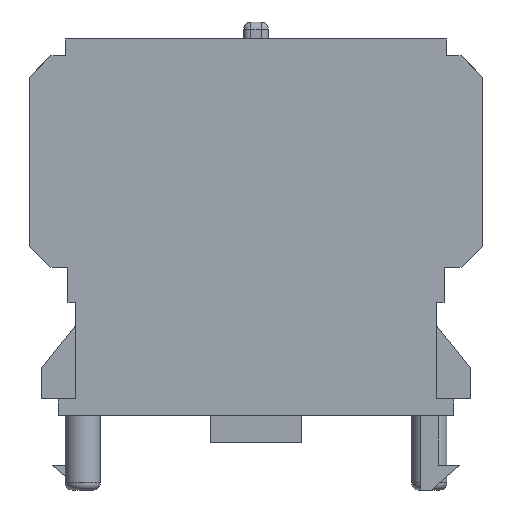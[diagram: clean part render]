
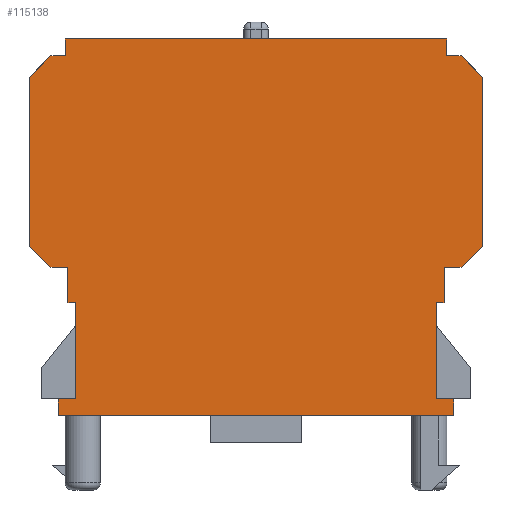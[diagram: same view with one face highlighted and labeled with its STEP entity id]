
A CAD part, left-side view. The second image highlights one B-rep face of the part: STEP entity #115138.
In plain terms, the highlighted planar face has unit normal (-1, 0, 0).
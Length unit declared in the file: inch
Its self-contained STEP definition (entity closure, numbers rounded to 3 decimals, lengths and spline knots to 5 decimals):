
#34041=CARTESIAN_POINT('',(-0.72343,-0.5315,0.84252));
#34042=VERTEX_POINT('',#34041);
#34043=CARTESIAN_POINT('',(-0.72343,0.5315,0.84252));
#34044=VERTEX_POINT('',#34043);
#34045=CARTESIAN_POINT('',(-0.72343,-0.5315,0.84252));
#34046=DIRECTION('',(0.0,1.0,0.0));
#34047=VECTOR('',#34046,1.06299);
#34048=LINE('',#34045,#34047);
#34049=EDGE_CURVE('',#34042,#34044,#34048,.T.);
#47082=CARTESIAN_POINT('',(-0.72343,0.5315,0.79528));
#47083=VERTEX_POINT('',#47082);
#47090=CARTESIAN_POINT('',(-0.72343,0.5315,0.84252));
#47091=DIRECTION('',(0.0,0.0,-1.0));
#47092=VECTOR('',#47091,0.04724);
#47093=LINE('',#47090,#47092);
#47094=EDGE_CURVE('',#34044,#47083,#47093,.T.);
#47105=CARTESIAN_POINT('',(-0.72343,-0.5315,0.79528));
#47106=VERTEX_POINT('',#47105);
#47107=CARTESIAN_POINT('',(-0.72343,-0.5315,0.84252));
#47108=DIRECTION('',(0.0,0.0,-1.0));
#47109=VECTOR('',#47108,0.04724);
#47110=LINE('',#47107,#47109);
#47111=EDGE_CURVE('',#34042,#47106,#47110,.T.);
#47240=CARTESIAN_POINT('',(-0.72343,-0.57087,0.79528));
#47241=VERTEX_POINT('',#47240);
#47242=CARTESIAN_POINT('',(-0.72343,-0.57087,0.79528));
#47243=DIRECTION('',(0.0,1.0,0.0));
#47244=VECTOR('',#47243,0.03937);
#47245=LINE('',#47242,#47244);
#47246=EDGE_CURVE('',#47241,#47106,#47245,.T.);
#47310=CARTESIAN_POINT('',(-0.72343,0.57087,0.79528));
#47311=VERTEX_POINT('',#47310);
#47318=CARTESIAN_POINT('',(-0.72343,0.5315,0.79528));
#47319=DIRECTION('',(0.0,1.0,0.0));
#47320=VECTOR('',#47319,0.03937);
#47321=LINE('',#47318,#47320);
#47322=EDGE_CURVE('',#47083,#47311,#47321,.T.);
#79564=CARTESIAN_POINT('',(-0.72343,-0.50197,-0.15945));
#79565=VERTEX_POINT('',#79564);
#79572=CARTESIAN_POINT('',(-0.72343,-0.55118,-0.15945));
#79573=VERTEX_POINT('',#79572);
#79574=CARTESIAN_POINT('',(-0.72343,-0.50197,-0.15945));
#79575=DIRECTION('',(0.0,-1.0,0.0));
#79576=VECTOR('',#79575,0.04921);
#79577=LINE('',#79574,#79576);
#79578=EDGE_CURVE('',#79565,#79573,#79577,.T.);
#80108=CARTESIAN_POINT('',(-0.72343,0.55118,-0.15945));
#80109=VERTEX_POINT('',#80108);
#80116=CARTESIAN_POINT('',(-0.72343,0.50197,-0.15945));
#80117=VERTEX_POINT('',#80116);
#80118=CARTESIAN_POINT('',(-0.72343,0.50197,-0.15945));
#80119=DIRECTION('',(0.0,1.0,0.0));
#80120=VECTOR('',#80119,0.04921);
#80121=LINE('',#80118,#80120);
#80122=EDGE_CURVE('',#80117,#80109,#80121,.T.);
#90555=CARTESIAN_POINT('',(-0.72343,0.52362,0.20669));
#90556=VERTEX_POINT('',#90555);
#90565=CARTESIAN_POINT('',(-0.72343,0.57087,0.20669));
#90566=VERTEX_POINT('',#90565);
#90567=CARTESIAN_POINT('',(-0.72343,0.57087,0.20669));
#90568=DIRECTION('',(0.0,-1.0,0.0));
#90569=VECTOR('',#90568,0.04724);
#90570=LINE('',#90567,#90569);
#90571=EDGE_CURVE('',#90566,#90556,#90570,.T.);
#90755=CARTESIAN_POINT('',(-0.72343,0.62992,0.73622));
#90756=VERTEX_POINT('',#90755);
#90757=CARTESIAN_POINT('',(-0.72343,0.62992,0.73622));
#90758=DIRECTION('',(0.0,-0.707,0.707));
#90759=VECTOR('',#90758,0.08352);
#90760=LINE('',#90757,#90759);
#90761=EDGE_CURVE('',#90756,#47311,#90760,.T.);
#90851=CARTESIAN_POINT('',(-0.72343,0.62992,0.26575));
#90852=VERTEX_POINT('',#90851);
#90859=CARTESIAN_POINT('',(-0.72343,0.62992,0.26575));
#90860=DIRECTION('',(0.0,0.0,1.0));
#90861=VECTOR('',#90860,0.47047);
#90862=LINE('',#90859,#90861);
#90863=EDGE_CURVE('',#90852,#90756,#90862,.T.);
#90873=CARTESIAN_POINT('',(-0.72343,0.57087,0.20669));
#90874=DIRECTION('',(0.0,0.707,0.707));
#90875=VECTOR('',#90874,0.08352);
#90876=LINE('',#90873,#90875);
#90877=EDGE_CURVE('',#90566,#90852,#90876,.T.);
#92639=CARTESIAN_POINT('',(-0.72343,-0.62992,0.73622));
#92640=VERTEX_POINT('',#92639);
#92641=CARTESIAN_POINT('',(-0.72343,-0.57087,0.79528));
#92642=DIRECTION('',(0.0,-0.707,-0.707));
#92643=VECTOR('',#92642,0.08352);
#92644=LINE('',#92641,#92643);
#92645=EDGE_CURVE('',#47241,#92640,#92644,.T.);
#92735=CARTESIAN_POINT('',(-0.72343,-0.62992,0.26575));
#92736=VERTEX_POINT('',#92735);
#92737=CARTESIAN_POINT('',(-0.72343,-0.62992,0.26575));
#92738=DIRECTION('',(0.0,0.0,1.0));
#92739=VECTOR('',#92738,0.47047);
#92740=LINE('',#92737,#92739);
#92741=EDGE_CURVE('',#92736,#92640,#92740,.T.);
#92783=CARTESIAN_POINT('',(-0.72343,-0.57087,0.20669));
#92784=VERTEX_POINT('',#92783);
#92785=CARTESIAN_POINT('',(-0.72343,-0.62992,0.26575));
#92786=DIRECTION('',(0.,0.707,-0.707));
#92787=VECTOR('',#92786,0.08352);
#92788=LINE('',#92785,#92787);
#92789=EDGE_CURVE('',#92736,#92784,#92788,.T.);
#92805=CARTESIAN_POINT('',(-0.72343,-0.52362,0.20669));
#92806=VERTEX_POINT('',#92805);
#92822=CARTESIAN_POINT('',(-0.72343,-0.52362,0.20669));
#92823=DIRECTION('',(0.0,-1.0,0.0));
#92824=VECTOR('',#92823,0.04724);
#92825=LINE('',#92822,#92824);
#92826=EDGE_CURVE('',#92806,#92784,#92825,.T.);
#107376=CARTESIAN_POINT('',(-0.72343,0.50197,0.10827));
#107377=VERTEX_POINT('',#107376);
#107384=CARTESIAN_POINT('',(-0.72343,0.52362,0.10827));
#107385=VERTEX_POINT('',#107384);
#107386=CARTESIAN_POINT('',(-0.72343,0.50197,0.10827));
#107387=DIRECTION('',(0.0,1.0,0.0));
#107388=VECTOR('',#107387,0.02165);
#107389=LINE('',#107386,#107388);
#107390=EDGE_CURVE('',#107377,#107385,#107389,.T.);
#107483=CARTESIAN_POINT('',(-0.72343,-0.55118,-0.20669));
#107484=VERTEX_POINT('',#107483);
#107491=CARTESIAN_POINT('',(-0.72343,0.55118,-0.20669));
#107492=VERTEX_POINT('',#107491);
#107493=CARTESIAN_POINT('',(-0.72343,0.55118,-0.20669));
#107494=DIRECTION('',(0.0,-1.0,0.0));
#107495=VECTOR('',#107494,1.10236);
#107496=LINE('',#107493,#107495);
#107497=EDGE_CURVE('',#107492,#107484,#107496,.T.);
#110386=CARTESIAN_POINT('',(-0.72343,0.52362,0.10827));
#110387=DIRECTION('',(0.0,0.0,1.0));
#110388=VECTOR('',#110387,0.09843);
#110389=LINE('',#110386,#110388);
#110390=EDGE_CURVE('',#107385,#90556,#110389,.T.);
#110551=CARTESIAN_POINT('',(-0.72343,0.55118,-0.20669));
#110552=DIRECTION('',(0.0,0.0,1.0));
#110553=VECTOR('',#110552,0.04724);
#110554=LINE('',#110551,#110553);
#110555=EDGE_CURVE('',#107492,#80109,#110554,.T.);
#110914=CARTESIAN_POINT('',(-0.72343,-0.52362,0.10827));
#110915=VERTEX_POINT('',#110914);
#110922=CARTESIAN_POINT('',(-0.72343,-0.50197,0.10827));
#110923=VERTEX_POINT('',#110922);
#110924=CARTESIAN_POINT('',(-0.72343,-0.50197,0.10827));
#110925=DIRECTION('',(0.0,-1.0,0.0));
#110926=VECTOR('',#110925,0.02165);
#110927=LINE('',#110924,#110926);
#110928=EDGE_CURVE('',#110923,#110915,#110927,.T.);
#112046=CARTESIAN_POINT('',(-0.72343,-0.55118,-0.20669));
#112047=DIRECTION('',(0.0,0.0,1.0));
#112048=VECTOR('',#112047,0.04724);
#112049=LINE('',#112046,#112048);
#112050=EDGE_CURVE('',#107484,#79573,#112049,.T.);
#112126=CARTESIAN_POINT('',(-0.72343,-0.50197,0.10827));
#112127=DIRECTION('',(0.0,0.0,-1.0));
#112128=VECTOR('',#112127,0.26772);
#112129=LINE('',#112126,#112128);
#112130=EDGE_CURVE('',#110923,#79565,#112129,.T.);
#113442=CARTESIAN_POINT('',(-0.72343,-0.52362,0.10827));
#113443=DIRECTION('',(0.0,0.0,1.0));
#113444=VECTOR('',#113443,0.09843);
#113445=LINE('',#113442,#113444);
#113446=EDGE_CURVE('',#110915,#92806,#113445,.T.);
#115102=CARTESIAN_POINT('',(-0.72343,-0.50197,0.0));
#115103=DIRECTION('',(-1.0,0.0,0.0));
#115104=DIRECTION('',(0.0,0.0,1.0));
#115105=AXIS2_PLACEMENT_3D('',#115102,#115103,#115104);
#115106=PLANE('',#115105);
#115107=ORIENTED_EDGE('',*,*,#110390,.F.);
#115108=ORIENTED_EDGE('',*,*,#107390,.F.);
#115109=CARTESIAN_POINT('',(-0.72343,0.50197,-0.15945));
#115110=DIRECTION('',(0.0,0.0,1.0));
#115111=VECTOR('',#115110,0.26772);
#115112=LINE('',#115109,#115111);
#115113=EDGE_CURVE('',#80117,#107377,#115112,.T.);
#115114=ORIENTED_EDGE('',*,*,#115113,.F.);
#115115=ORIENTED_EDGE('',*,*,#80122,.T.);
#115116=ORIENTED_EDGE('',*,*,#110555,.F.);
#115117=ORIENTED_EDGE('',*,*,#107497,.T.);
#115118=ORIENTED_EDGE('',*,*,#112050,.T.);
#115119=ORIENTED_EDGE('',*,*,#79578,.F.);
#115120=ORIENTED_EDGE('',*,*,#112130,.F.);
#115121=ORIENTED_EDGE('',*,*,#110928,.T.);
#115122=ORIENTED_EDGE('',*,*,#113446,.T.);
#115123=ORIENTED_EDGE('',*,*,#92826,.T.);
#115124=ORIENTED_EDGE('',*,*,#92789,.F.);
#115125=ORIENTED_EDGE('',*,*,#92741,.T.);
#115126=ORIENTED_EDGE('',*,*,#92645,.F.);
#115127=ORIENTED_EDGE('',*,*,#47246,.T.);
#115128=ORIENTED_EDGE('',*,*,#47111,.F.);
#115129=ORIENTED_EDGE('',*,*,#34049,.T.);
#115130=ORIENTED_EDGE('',*,*,#47094,.T.);
#115131=ORIENTED_EDGE('',*,*,#47322,.T.);
#115132=ORIENTED_EDGE('',*,*,#90761,.F.);
#115133=ORIENTED_EDGE('',*,*,#90863,.F.);
#115134=ORIENTED_EDGE('',*,*,#90877,.F.);
#115135=ORIENTED_EDGE('',*,*,#90571,.T.);
#115136=EDGE_LOOP('',(#115107,#115108,#115114,#115115,#115116,#115117,#115118,#115119,#115120,#115121,#115122,#115123,#115124,#115125,#115126,#115127,#115128,#115129,#115130,#115131,#115132,#115133,#115134,#115135));
#115137=FACE_OUTER_BOUND('',#115136,.T.);
#115138=ADVANCED_FACE('',(#115137),#115106,.T.);
